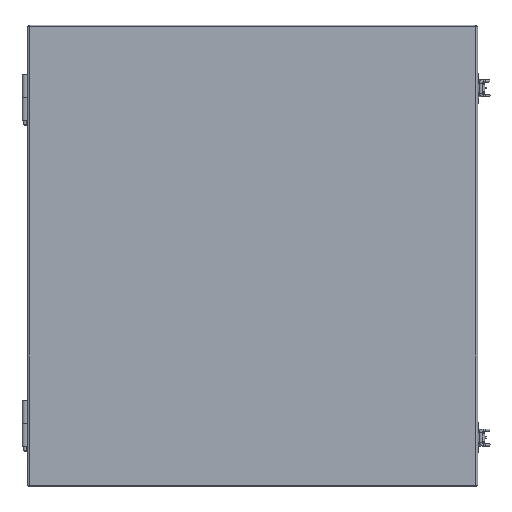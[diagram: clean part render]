
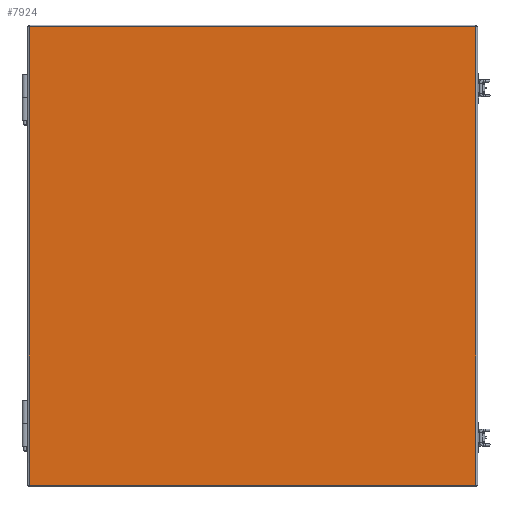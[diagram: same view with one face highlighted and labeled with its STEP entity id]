
A CAD part, top view. The second image highlights one B-rep face of the part: STEP entity #7924.
In plain terms, the highlighted planar face has unit normal (0, 0, 1).
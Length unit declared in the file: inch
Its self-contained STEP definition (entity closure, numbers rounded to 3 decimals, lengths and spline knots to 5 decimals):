
#1143=FACE_OUTER_BOUND('',#1679,.T.);
#1679=EDGE_LOOP('',(#6245,#6246,#6247,#6248));
#2218=LINE('',#12891,#2884);
#2234=LINE('',#12993,#2900);
#2249=LINE('',#13093,#2915);
#2264=LINE('',#13192,#2930);
#2884=VECTOR('',#10279,24.9145);
#2900=VECTOR('',#10309,24.2895);
#2915=VECTOR('',#10338,24.9145);
#2930=VECTOR('',#10367,24.2895);
#3561=VERTEX_POINT('',#12882);
#3562=VERTEX_POINT('',#12890);
#3573=VERTEX_POINT('',#12985);
#3583=VERTEX_POINT('',#13085);
#4454=EDGE_CURVE('',#3562,#3561,#2218,.T.);
#4474=EDGE_CURVE('',#3561,#3573,#2234,.T.);
#4493=EDGE_CURVE('',#3573,#3583,#2249,.T.);
#4512=EDGE_CURVE('',#3583,#3562,#2264,.T.);
#6245=ORIENTED_EDGE('',*,*,#4454,.T.);
#6246=ORIENTED_EDGE('',*,*,#4474,.T.);
#6247=ORIENTED_EDGE('',*,*,#4493,.T.);
#6248=ORIENTED_EDGE('',*,*,#4512,.T.);
#7159=PLANE('',#8624);
#7924=ADVANCED_FACE('',(#1143),#7159,.T.);
#8624=AXIS2_PLACEMENT_3D('',#13278,#10392,#10393);
#10279=DIRECTION('',(0.,-1.,0.));
#10309=DIRECTION('',(1.,0.,0.));
#10338=DIRECTION('',(0.,1.,0.));
#10367=DIRECTION('',(-1.,0.,0.));
#10392=DIRECTION('center_axis',(0.,0.,1.));
#10393=DIRECTION('ref_axis',(1.,0.,0.));
#12882=CARTESIAN_POINT('',(-12.14475,-12.45725,0.074));
#12890=CARTESIAN_POINT('',(-12.14475,12.45725,0.074));
#12891=CARTESIAN_POINT('',(-12.14475,6.22863,0.074));
#12985=CARTESIAN_POINT('',(12.14475,-12.45725,0.074));
#12993=CARTESIAN_POINT('',(-6.07238,-12.45725,0.074));
#13085=CARTESIAN_POINT('',(12.14475,12.45725,0.074));
#13093=CARTESIAN_POINT('',(12.14475,-6.22863,0.074));
#13192=CARTESIAN_POINT('',(6.07238,12.45725,0.074));
#13278=CARTESIAN_POINT('Origin',(0.,0.,
0.074));
